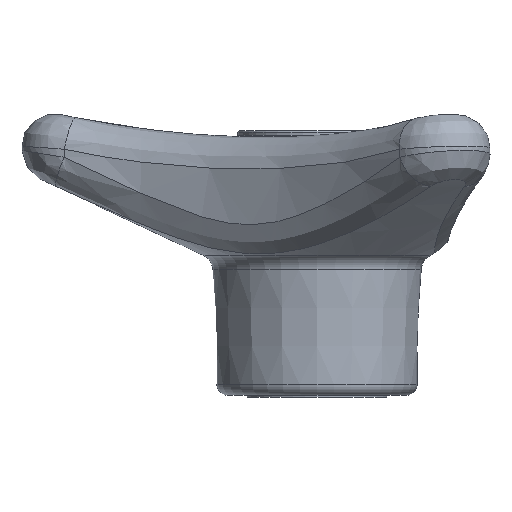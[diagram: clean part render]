
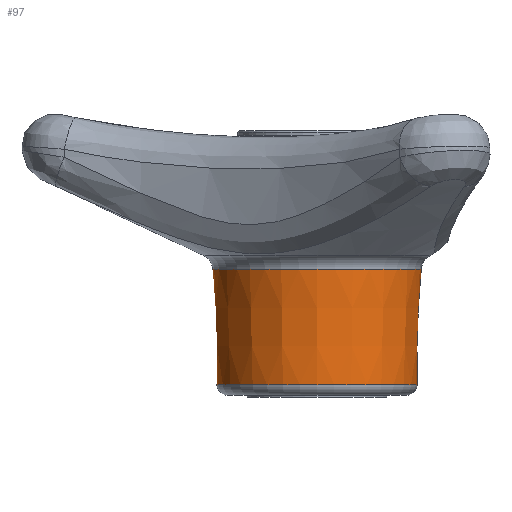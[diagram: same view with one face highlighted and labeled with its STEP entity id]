
A CAD part, left-side view. The second image highlights one B-rep face of the part: STEP entity #97.
In plain terms, the highlighted conical face has half-angle 2.04 degrees and reference radius 18.6 mm.
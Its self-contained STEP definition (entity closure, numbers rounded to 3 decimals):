
#97 = ADVANCED_FACE( '', ( #223, #224 ), #225, .T. );
#223 = FACE_BOUND( '', #1763, .T. );
#224 = FACE_OUTER_BOUND( '', #1764, .T. );
#225 = CONICAL_SURFACE( '', #1765, 18.6, 0.036 );
#1763 = EDGE_LOOP( '', ( #4141 ) );
#1764 = EDGE_LOOP( '', ( #4142 ) );
#1765 = AXIS2_PLACEMENT_3D( '', #4143, #4144, #4145 );
#4141 = ORIENTED_EDGE( '', *, *, #4356, .T. );
#4142 = ORIENTED_EDGE( '', *, *, #4368, .T. );
#4143 = CARTESIAN_POINT( '', ( 0., 0., 0. ) );
#4144 = DIRECTION( '', ( 0., 0., 1. ) );
#4145 = DIRECTION( '', ( 1., 0., 0. ) );
#4356 = EDGE_CURVE( '', #4493, #4493, #4494, .F. );
#4368 = EDGE_CURVE( '', #4507, #4507, #4508, .F. );
#4493 = VERTEX_POINT( '', #5672 );
#4494 = CIRCLE( '', #5673, 18.669 );
#4507 = VERTEX_POINT( '', #5838 );
#4508 = CIRCLE( '', #5839, 19.435 );
#5672 = CARTESIAN_POINT( '', ( -18.669, 0., 1.929 ) );
#5673 = AXIS2_PLACEMENT_3D( '', #6703, #6704, #6705 );
#5838 = CARTESIAN_POINT( '', ( 19.435, 0., 23.433 ) );
#5839 = AXIS2_PLACEMENT_3D( '', #6709, #6710, #6711 );
#6703 = CARTESIAN_POINT( '', ( 0., 0., 1.929 ) );
#6704 = DIRECTION( '', ( 0., 0., -1. ) );
#6705 = DIRECTION( '', ( -1., 0., 0. ) );
#6709 = CARTESIAN_POINT( '', ( 0., 0., 23.433 ) );
#6710 = DIRECTION( '', ( 0., 0., 1. ) );
#6711 = DIRECTION( '', ( 1., 0., 0. ) );
